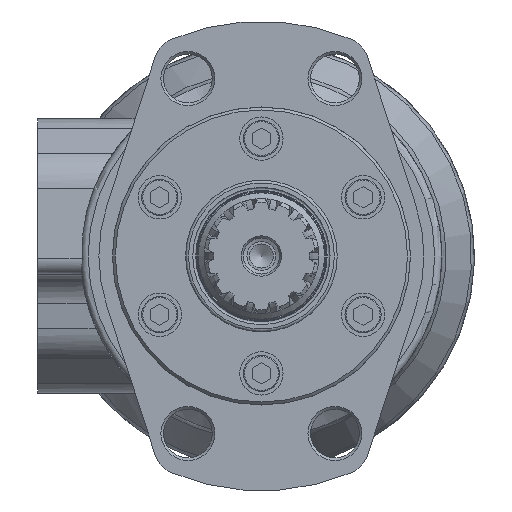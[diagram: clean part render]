
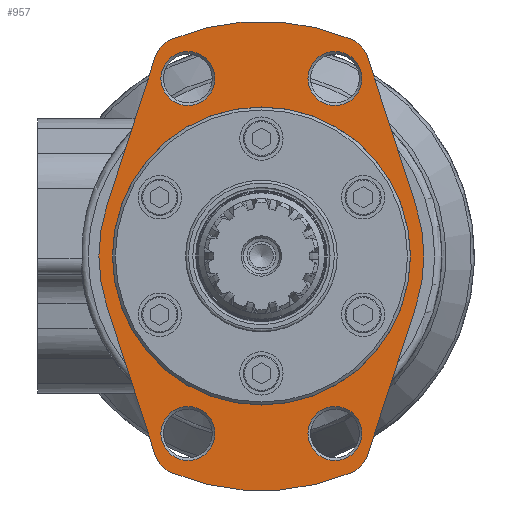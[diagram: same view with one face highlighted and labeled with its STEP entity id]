
A CAD part, left-side view. The second image highlights one B-rep face of the part: STEP entity #957.
In plain terms, the highlighted planar face has unit normal (-1, 0, 0).
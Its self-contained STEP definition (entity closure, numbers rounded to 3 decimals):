
#957 = ADVANCED_FACE( '', ( #2127, #2128, #2129, #2130, #2131, #2132 ), #2133, .F. );
#2127 = FACE_BOUND( '', #3605, .T. );
#2128 = FACE_BOUND( '', #3606, .T. );
#2129 = FACE_BOUND( '', #3607, .T. );
#2130 = FACE_BOUND( '', #3608, .T. );
#2131 = FACE_BOUND( '', #3609, .T. );
#2132 = FACE_OUTER_BOUND( '', #3610, .T. );
#2133 = PLANE( '', #3611 );
#3605 = EDGE_LOOP( '', ( #5772 ) );
#3606 = EDGE_LOOP( '', ( #5773 ) );
#3607 = EDGE_LOOP( '', ( #5774 ) );
#3608 = EDGE_LOOP( '', ( #5775 ) );
#3609 = EDGE_LOOP( '', ( #5776 ) );
#3610 = EDGE_LOOP( '', ( #5777, #5778, #5779, #5780, #5781, #5782, #5783, #5784, #5785, #5786, #5787, #5788 ) );
#3611 = AXIS2_PLACEMENT_3D( '', #5789, #5790, #5791 );
#5772 = ORIENTED_EDGE( '', *, *, #8453, .T. );
#5773 = ORIENTED_EDGE( '', *, *, #8454, .T. );
#5774 = ORIENTED_EDGE( '', *, *, #8311, .T. );
#5775 = ORIENTED_EDGE( '', *, *, #8455, .T. );
#5776 = ORIENTED_EDGE( '', *, *, #8115, .T. );
#5777 = ORIENTED_EDGE( '', *, *, #8397, .F. );
#5778 = ORIENTED_EDGE( '', *, *, #8456, .F. );
#5779 = ORIENTED_EDGE( '', *, *, #8231, .F. );
#5780 = ORIENTED_EDGE( '', *, *, #8457, .F. );
#5781 = ORIENTED_EDGE( '', *, *, #8458, .F. );
#5782 = ORIENTED_EDGE( '', *, *, #8459, .F. );
#5783 = ORIENTED_EDGE( '', *, *, #8285, .F. );
#5784 = ORIENTED_EDGE( '', *, *, #8460, .F. );
#5785 = ORIENTED_EDGE( '', *, *, #8461, .F. );
#5786 = ORIENTED_EDGE( '', *, *, #8462, .F. );
#5787 = ORIENTED_EDGE( '', *, *, #8463, .F. );
#5788 = ORIENTED_EDGE( '', *, *, #8254, .F. );
#5789 = CARTESIAN_POINT( '', ( 0., 21.79, 52.67 ) );
#5790 = DIRECTION( '', ( 1., 0., 0. ) );
#5791 = DIRECTION( '', ( 0., 0., -1. ) );
#8115 = EDGE_CURVE( '', #9629, #9629, #9630, .T. );
#8231 = EDGE_CURVE( '', #9817, #9818, #9819, .T. );
#8254 = EDGE_CURVE( '', #9855, #9856, #9857, .T. );
#8285 = EDGE_CURVE( '', #9904, #9905, #9906, .T. );
#8311 = EDGE_CURVE( '', #9946, #9946, #9947, .T. );
#8397 = EDGE_CURVE( '', #10078, #9855, #10079, .T. );
#8453 = EDGE_CURVE( '', #10158, #10158, #10159, .T. );
#8454 = EDGE_CURVE( '', #10160, #10160, #10161, .T. );
#8455 = EDGE_CURVE( '', #10162, #10162, #10163, .T. );
#8456 = EDGE_CURVE( '', #9818, #10078, #10164, .T. );
#8457 = EDGE_CURVE( '', #10165, #9817, #10166, .T. );
#8458 = EDGE_CURVE( '', #10167, #10165, #10168, .T. );
#8459 = EDGE_CURVE( '', #9905, #10167, #10169, .T. );
#8460 = EDGE_CURVE( '', #10170, #9904, #10171, .T. );
#8461 = EDGE_CURVE( '', #10172, #10170, #10173, .T. );
#8462 = EDGE_CURVE( '', #10174, #10172, #10175, .T. );
#8463 = EDGE_CURVE( '', #9856, #10174, #10176, .T. );
#9629 = VERTEX_POINT( '', #11928 );
#9630 = CIRCLE( '', #11929, 7.48 );
#9817 = VERTEX_POINT( '', #12250 );
#9818 = VERTEX_POINT( '', #12251 );
#9819 = CIRCLE( '', #12252, 45. );
#9855 = VERTEX_POINT( '', #12318 );
#9856 = VERTEX_POINT( '', #12319 );
#9857 = CIRCLE( '', #12320, 65. );
#9904 = VERTEX_POINT( '', #12421 );
#9905 = VERTEX_POINT( '', #12422 );
#9906 = CIRCLE( '', #12423, 8. );
#9946 = VERTEX_POINT( '', #12479 );
#9947 = CIRCLE( '', #12480, 7.48 );
#10078 = VERTEX_POINT( '', #12669 );
#10079 = CIRCLE( '', #12670, 8. );
#10158 = VERTEX_POINT( '', #12809 );
#10159 = CIRCLE( '', #12810, 41.275 );
#10160 = VERTEX_POINT( '', #12811 );
#10161 = CIRCLE( '', #12812, 7.48 );
#10162 = VERTEX_POINT( '', #12813 );
#10163 = CIRCLE( '', #12814, 7.48 );
#10164 = LINE( '', #12815, #12816 );
#10165 = VERTEX_POINT( '', #12817 );
#10166 = LINE( '', #12818, #12819 );
#10167 = VERTEX_POINT( '', #12820 );
#10168 = CIRCLE( '', #12821, 8. );
#10169 = CIRCLE( '', #12822, 65. );
#10170 = VERTEX_POINT( '', #12823 );
#10171 = LINE( '', #12824, #12825 );
#10172 = VERTEX_POINT( '', #12826 );
#10173 = CIRCLE( '', #12827, 45. );
#10174 = VERTEX_POINT( '', #12828 );
#10175 = LINE( '', #12829, #12830 );
#10176 = CIRCLE( '', #12831, 8. );
#11928 = CARTESIAN_POINT( '', ( 0., 20.359, -56.63 ) );
#11929 = AXIS2_PLACEMENT_3D( '', #14676, #14677, #14678 );
#12250 = CARTESIAN_POINT( '', ( 0., 42.798, -13.906 ) );
#12251 = CARTESIAN_POINT( '', ( 0., 42.798, 13.906 ) );
#12252 = AXIS2_PLACEMENT_3D( '', #14814, #14815, #14816 );
#12318 = CARTESIAN_POINT( '', ( 0., 24.849, 60.063 ) );
#12319 = CARTESIAN_POINT( '', ( 0., -24.849, 60.063 ) );
#12320 = AXIS2_PLACEMENT_3D( '', #14837, #14838, #14839 );
#12421 = CARTESIAN_POINT( '', ( 0., -29.399, -55.143 ) );
#12422 = CARTESIAN_POINT( '', ( 0., -24.849, -60.063 ) );
#12423 = AXIS2_PLACEMENT_3D( '', #14877, #14878, #14879 );
#12479 = CARTESIAN_POINT( '', ( 0., 20.359, 41.67 ) );
#12480 = AXIS2_PLACEMENT_3D( '', #14908, #14909, #14910 );
#12669 = CARTESIAN_POINT( '', ( 0., 29.399, 55.143 ) );
#12670 = AXIS2_PLACEMENT_3D( '', #15030, #15031, #15032 );
#12809 = CARTESIAN_POINT( '', ( 0., 0., -41.275 ) );
#12810 = AXIS2_PLACEMENT_3D( '', #15104, #15105, #15106 );
#12811 = CARTESIAN_POINT( '', ( 0., -20.359, -56.63 ) );
#12812 = AXIS2_PLACEMENT_3D( '', #15107, #15108, #15109 );
#12813 = CARTESIAN_POINT( '', ( 0., -20.359, 41.67 ) );
#12814 = AXIS2_PLACEMENT_3D( '', #15110, #15111, #15112 );
#12815 = CARTESIAN_POINT( '', ( 0., 42.798, 13.906 ) );
#12816 = VECTOR( '', #15113, 1000. );
#12817 = CARTESIAN_POINT( '', ( 0., 29.399, -55.143 ) );
#12818 = CARTESIAN_POINT( '', ( 0., 29.399, -55.143 ) );
#12819 = VECTOR( '', #15114, 1000. );
#12820 = CARTESIAN_POINT( '', ( 0., 24.849, -60.063 ) );
#12821 = AXIS2_PLACEMENT_3D( '', #15115, #15116, #15117 );
#12822 = AXIS2_PLACEMENT_3D( '', #15118, #15119, #15120 );
#12823 = CARTESIAN_POINT( '', ( 0., -42.798, -13.906 ) );
#12824 = CARTESIAN_POINT( '', ( 0., -42.798, -13.906 ) );
#12825 = VECTOR( '', #15121, 1000. );
#12826 = CARTESIAN_POINT( '', ( 0., -42.798, 13.906 ) );
#12827 = AXIS2_PLACEMENT_3D( '', #15122, #15123, #15124 );
#12828 = CARTESIAN_POINT( '', ( 0., -29.399, 55.143 ) );
#12829 = CARTESIAN_POINT( '', ( 0., -29.399, 55.143 ) );
#12830 = VECTOR( '', #15125, 1000. );
#12831 = AXIS2_PLACEMENT_3D( '', #15126, #15127, #15128 );
#14676 = CARTESIAN_POINT( '', ( 0., 20.359, -49.15 ) );
#14677 = DIRECTION( '', ( 1., 0., 0. ) );
#14678 = DIRECTION( '', ( 0., 0., -1. ) );
#14814 = CARTESIAN_POINT( '', ( 0., 0., 0. ) );
#14815 = DIRECTION( '', ( 1., 0., 0. ) );
#14816 = DIRECTION( '', ( 0., 0., -1. ) );
#14837 = CARTESIAN_POINT( '', ( 0., 0., 0. ) );
#14838 = DIRECTION( '', ( 1., 0., 0. ) );
#14839 = DIRECTION( '', ( 0., 0., -1. ) );
#14877 = CARTESIAN_POINT( '', ( 0., -21.79, -52.67 ) );
#14878 = DIRECTION( '', ( 1., 0., 0. ) );
#14879 = DIRECTION( '', ( 0., 0., -1. ) );
#14908 = CARTESIAN_POINT( '', ( 0., 20.359, 49.15 ) );
#14909 = DIRECTION( '', ( 1., 0., 0. ) );
#14910 = DIRECTION( '', ( 0., 0., -1. ) );
#15030 = CARTESIAN_POINT( '', ( 0., 21.79, 52.67 ) );
#15031 = DIRECTION( '', ( 1., 0., 0. ) );
#15032 = DIRECTION( '', ( 0., 0., -1. ) );
#15104 = CARTESIAN_POINT( '', ( 0., 0., 0. ) );
#15105 = DIRECTION( '', ( 1., 0., 0. ) );
#15106 = DIRECTION( '', ( 0., 0., -1. ) );
#15107 = CARTESIAN_POINT( '', ( 0., -20.359, -49.15 ) );
#15108 = DIRECTION( '', ( 1., 0., 0. ) );
#15109 = DIRECTION( '', ( 0., 0., -1. ) );
#15110 = CARTESIAN_POINT( '', ( 0., -20.359, 49.15 ) );
#15111 = DIRECTION( '', ( 1., 0., 0. ) );
#15112 = DIRECTION( '', ( 0., 0., -1. ) );
#15113 = DIRECTION( '', ( 0., -0.309, 0.951 ) );
#15114 = DIRECTION( '', ( 0., 0.309, 0.951 ) );
#15115 = CARTESIAN_POINT( '', ( 0., 21.79, -52.67 ) );
#15116 = DIRECTION( '', ( 1., 0., 0. ) );
#15117 = DIRECTION( '', ( 0., 0., -1. ) );
#15118 = CARTESIAN_POINT( '', ( 0., 0., 0. ) );
#15119 = DIRECTION( '', ( 1., 0., 0. ) );
#15120 = DIRECTION( '', ( 0., 0., -1. ) );
#15121 = DIRECTION( '', ( 0., 0.309, -0.951 ) );
#15122 = CARTESIAN_POINT( '', ( 0., 0., 0. ) );
#15123 = DIRECTION( '', ( 1., 0., 0. ) );
#15124 = DIRECTION( '', ( 0., 0., -1. ) );
#15125 = DIRECTION( '', ( 0., -0.309, -0.951 ) );
#15126 = CARTESIAN_POINT( '', ( 0., -21.79, 52.67 ) );
#15127 = DIRECTION( '', ( 1., 0., 0. ) );
#15128 = DIRECTION( '', ( 0., 0., -1. ) );
